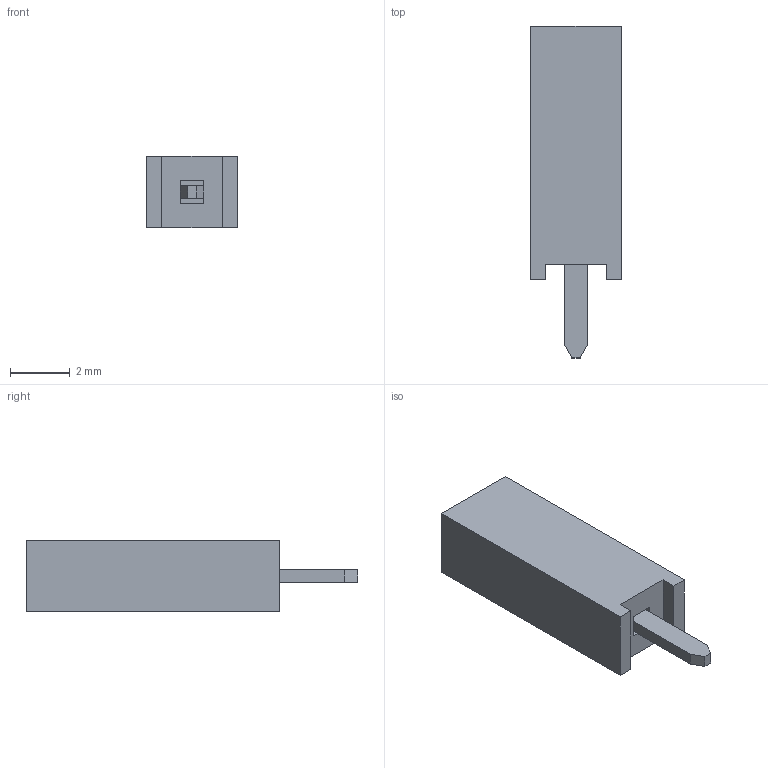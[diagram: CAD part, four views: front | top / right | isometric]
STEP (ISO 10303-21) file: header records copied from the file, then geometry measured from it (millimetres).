
FILE_DESCRIPTION(/* description */ ('STEP AP214'),/* implementation_level */ '2;1');
FILE_NAME(/* name */ 'SSW-101-01-G-S',/* time_stamp */ '2024-05-20T22:37:21+02:00',/* author */ ('License CC BY-ND 4.0'),/* organization */ ('CADENAS'),/* preprocessor_version */ 'ST-DEVELOPER v19.3',/* originating_system */ 'PARTsolutions',/* authorisation */ ' ');
FILE_SCHEMA (('AUTOMOTIVE_DESIGN {1 0 10303 214 3 1 1}'));
Length unit declared in the file: inch
Products named in the file (3): SSW-101-01-G-S; T1SSW-101-01-G-S; P2SSW-101-01-G-S
Assembly tree (2 placements, depth 2):
  SSW-101-01-G-S
    T1SSW-101-01-G-S
    P2SSW-101-01-G-S
Bounding box: 3.05 x 11.15 x 2.41 mm (x, y, z)
Volume: 56.1 mm3; surface area: 142.7 mm2
Topology: 2 solids, 2 shells, 31 faces, 74 edges, 48 vertices
Faces by surface type: plane 31
Entity records: 958 total; most frequent: CARTESIAN_POINT 156, ORIENTED_EDGE 148, DIRECTION 142, EDGE_CURVE 74, LINE 74, VECTOR 74, VERTEX_POINT 48, EDGE_LOOP 34
